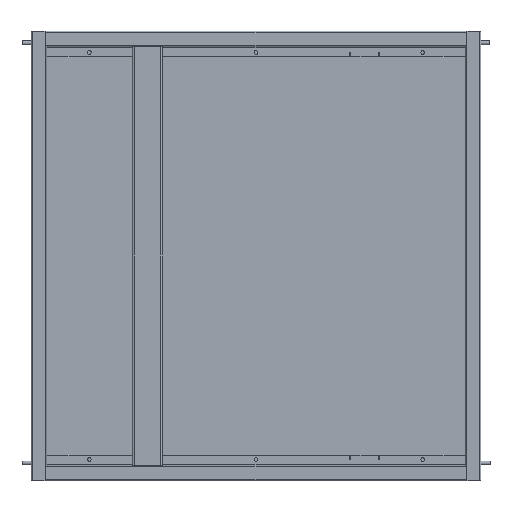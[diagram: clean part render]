
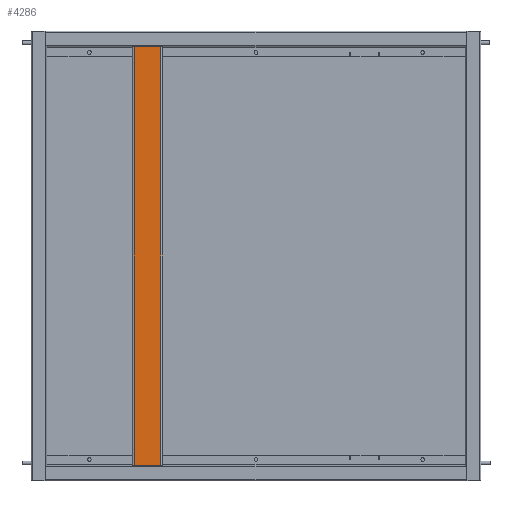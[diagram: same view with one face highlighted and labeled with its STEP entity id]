
A CAD part, front view. The second image highlights one B-rep face of the part: STEP entity #4286.
In plain terms, the highlighted planar face has unit normal (0, -1, 0).
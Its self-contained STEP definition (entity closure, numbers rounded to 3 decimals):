
#193 = PLANE ( 'NONE',  #1252 ) ;
#374 = VERTEX_POINT ( 'NONE', #3778 ) ;
#573 = LINE ( 'NONE', #3243, #4857 ) ;
#715 = CARTESIAN_POINT ( 'NONE',  ( 21.5, 0., -336.5 ) ) ;
#855 = DIRECTION ( 'NONE',  ( 0., 0., -1. ) ) ;
#1119 = VERTEX_POINT ( 'NONE', #715 ) ;
#1252 = AXIS2_PLACEMENT_3D ( 'NONE', #3524, #4796, #855 ) ;
#1452 = EDGE_CURVE ( 'NONE', #3161, #5869, #573, .T. ) ;
#1857 = ORIENTED_EDGE ( 'NONE', *, *, #2811, .T. ) ;
#2473 = CARTESIAN_POINT ( 'NONE',  ( -21.5, 0., -336.5 ) ) ;
#2589 = DIRECTION ( 'NONE',  ( 0., 0., -1. ) ) ;
#2669 = EDGE_LOOP ( 'NONE', ( #3448, #7289, #1857, #3826 ) ) ;
#2811 = EDGE_CURVE ( 'NONE', #374, #3161, #7963, .T. ) ;
#2971 = CARTESIAN_POINT ( 'NONE',  ( -24., 0., -336.5 ) ) ;
#3161 = VERTEX_POINT ( 'NONE', #3867 ) ;
#3243 = CARTESIAN_POINT ( 'NONE',  ( -21.5, 0., 336.5 ) ) ;
#3414 = EDGE_CURVE ( 'NONE', #1119, #5869, #8187, .T. ) ;
#3448 = ORIENTED_EDGE ( 'NONE', *, *, #3414, .F. ) ;
#3524 = CARTESIAN_POINT ( 'NONE',  ( -24., 0., 336.5 ) ) ;
#3778 = CARTESIAN_POINT ( 'NONE',  ( 21.5, 0., 336.5 ) ) ;
#3826 = ORIENTED_EDGE ( 'NONE', *, *, #1452, .T. ) ;
#3867 = CARTESIAN_POINT ( 'NONE',  ( -21.5, 0., 336.5 ) ) ;
#4286 = ADVANCED_FACE ( 'NONE', ( #8261 ), #193, .T. ) ;
#4606 = VECTOR ( 'NONE', #6880, 1000. ) ;
#4636 = EDGE_CURVE ( 'NONE', #374, #1119, #7465, .T. ) ;
#4796 = DIRECTION ( 'NONE',  ( 0., -1., 0. ) ) ;
#4857 = VECTOR ( 'NONE', #2589, 1000. ) ;
#5810 = CARTESIAN_POINT ( 'NONE',  ( -24., 0., 336.5 ) ) ;
#5824 = VECTOR ( 'NONE', #5910, 1000. ) ;
#5869 = VERTEX_POINT ( 'NONE', #2473 ) ;
#5910 = DIRECTION ( 'NONE',  ( -1., 0., 0. ) ) ;
#6168 = CARTESIAN_POINT ( 'NONE',  ( 21.5, 0., 336.5 ) ) ;
#6869 = DIRECTION ( 'NONE',  ( 0., 0., -1. ) ) ;
#6880 = DIRECTION ( 'NONE',  ( -1., 0., 0. ) ) ;
#7289 = ORIENTED_EDGE ( 'NONE', *, *, #4636, .F. ) ;
#7465 = LINE ( 'NONE', #6168, #7927 ) ;
#7927 = VECTOR ( 'NONE', #6869, 1000. ) ;
#7963 = LINE ( 'NONE', #5810, #5824 ) ;
#8187 = LINE ( 'NONE', #2971, #4606 ) ;
#8261 = FACE_OUTER_BOUND ( 'NONE', #2669, .T. ) ;
